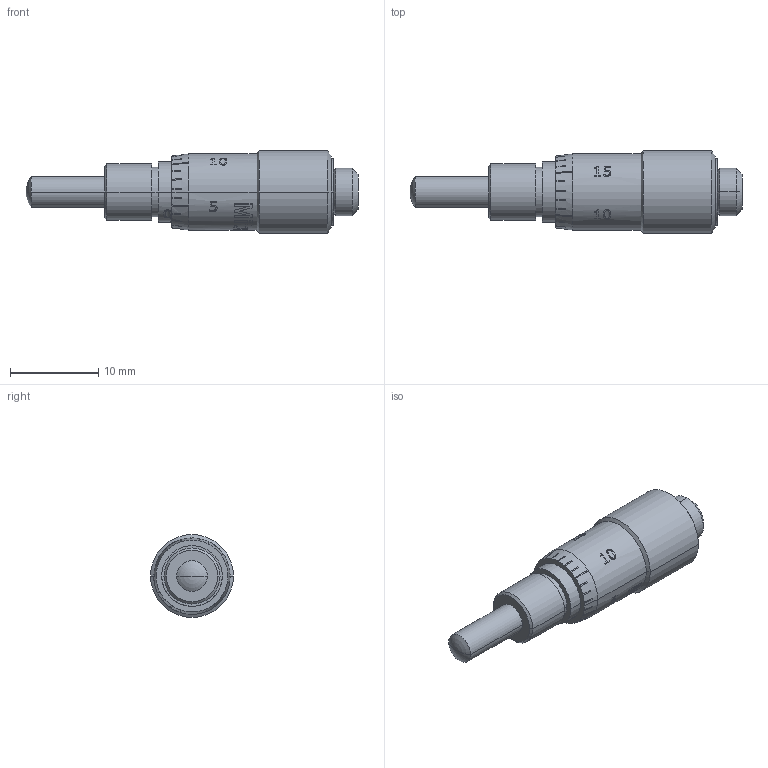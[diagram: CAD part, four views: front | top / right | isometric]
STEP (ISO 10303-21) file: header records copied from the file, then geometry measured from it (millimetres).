
FILE_DESCRIPTION (( 'STEP AP214' ), '1' );
FILE_NAME ('TTN017215-E0W.STEP', '2013-09-04T17:43:15', ( 'Admin' ), ( '' ), 'SwSTEP 2.0', 'SolidWorks 2012', '' );
FILE_SCHEMA (( 'AUTOMOTIVE_DESIGN' ));
Length unit declared in the file: inch
Products named in the file (1): TTN017215-E0W
Bounding box: 37.59 x 9.4 x 9.4 mm (x, y, z)
Volume: 1522.1 mm3; surface area: 1066.6 mm2
Topology: 2 solids, 2 shells, 416 faces, 1111 edges, 731 vertices
Faces by surface type: plane 178, bspline 125, cylinder 72, cone 39, torus 2
Entity records: 28209 total; most frequent: CARTESIAN_POINT 13627, ORIENTED_EDGE 2218, DIRECTION 1360, EDGE_CURVE 1109, VERTEX_POINT 731, B_SPLINE_CURVE_WITH_KNOTS 545, AXIS2_PLACEMENT_3D 504, EDGE_LOOP 450
